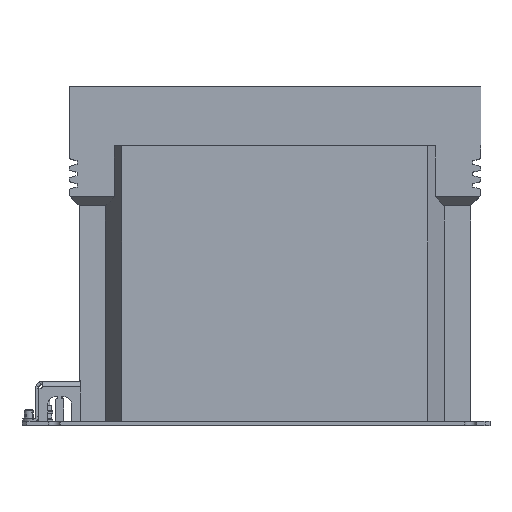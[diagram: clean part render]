
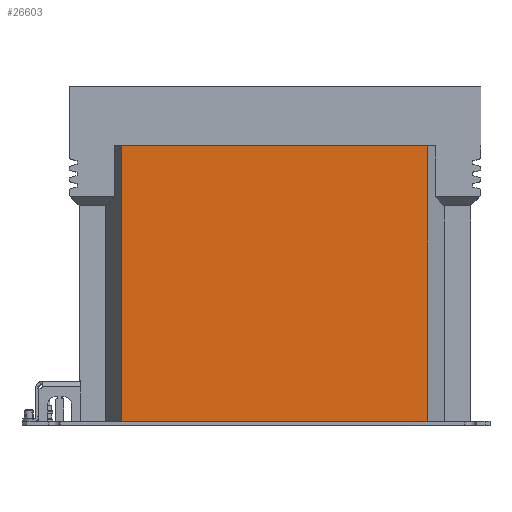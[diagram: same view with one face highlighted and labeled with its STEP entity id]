
A CAD part, top view. The second image highlights one B-rep face of the part: STEP entity #26603.
In plain terms, the highlighted face is planar.
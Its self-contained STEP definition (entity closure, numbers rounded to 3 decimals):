
#4968 = ORIENTED_EDGE ( 'NONE', *, *, #158428, .F. ) ;
#14458 = DIRECTION ( 'NONE',  ( 0., 0., -1. ) ) ;
#26603 = ADVANCED_FACE ( 'NONE', ( #113040 ), #188954, .F. ) ;
#30491 = LINE ( 'NONE', #81258, #116008 ) ;
#38858 = CARTESIAN_POINT ( 'NONE',  ( -154.257, -89., 0. ) ) ;
#39840 = CARTESIAN_POINT ( 'NONE',  ( -154.257, -89., 278. ) ) ;
#43666 = VECTOR ( 'NONE', #89516, 1000. ) ;
#57308 = DIRECTION ( 'NONE',  ( 0., 1., 0. ) ) ;
#57758 = VECTOR ( 'NONE', #114828, 1000. ) ;
#61954 = VERTEX_POINT ( 'NONE', #38858 ) ;
#61965 = ORIENTED_EDGE ( 'NONE', *, *, #120469, .T. ) ;
#67000 = CARTESIAN_POINT ( 'NONE',  ( -154.257, -89., 278. ) ) ;
#79612 = LINE ( 'NONE', #94028, #122379 ) ;
#81258 = CARTESIAN_POINT ( 'NONE',  ( -154.257, -89., 278. ) ) ;
#89516 = DIRECTION ( 'NONE',  ( 1., 0., 0. ) ) ;
#94028 = CARTESIAN_POINT ( 'NONE',  ( 154.257, -89., 278. ) ) ;
#95501 = LINE ( 'NONE', #67000, #57758 ) ;
#107195 = CARTESIAN_POINT ( 'NONE',  ( 154.257, -89., 0. ) ) ;
#113040 = FACE_OUTER_BOUND ( 'NONE', #122551, .T. ) ;
#114828 = DIRECTION ( 'NONE',  ( 0., 0., -1. ) ) ;
#116008 = VECTOR ( 'NONE', #193968, 1000. ) ;
#120469 = EDGE_CURVE ( 'NONE', #191774, #61954, #95501, .T. ) ;
#122379 = VECTOR ( 'NONE', #14458, 1000. ) ;
#122551 = EDGE_LOOP ( 'NONE', ( #162834, #149145, #4968, #61965 ) ) ;
#128953 = CARTESIAN_POINT ( 'NONE',  ( 154.257, -89., 278. ) ) ;
#134769 = VERTEX_POINT ( 'NONE', #107195 ) ;
#137511 = EDGE_CURVE ( 'NONE', #173609, #134769, #79612, .T. ) ;
#149145 = ORIENTED_EDGE ( 'NONE', *, *, #137511, .F. ) ;
#158428 = EDGE_CURVE ( 'NONE', #191774, #173609, #30491, .T. ) ;
#162834 = ORIENTED_EDGE ( 'NONE', *, *, #202702, .T. ) ;
#169837 = CARTESIAN_POINT ( 'NONE',  ( -154.257, -89., 0. ) ) ;
#172760 = CARTESIAN_POINT ( 'NONE',  ( -154.257, -89., 278. ) ) ;
#173609 = VERTEX_POINT ( 'NONE', #128953 ) ;
#177232 = LINE ( 'NONE', #169837, #43666 ) ;
#188954 = PLANE ( 'NONE',  #202697 ) ;
#191774 = VERTEX_POINT ( 'NONE', #39840 ) ;
#193968 = DIRECTION ( 'NONE',  ( 1., 0., 0. ) ) ;
#202697 = AXIS2_PLACEMENT_3D ( 'NONE', #172760, #57308, #205131 ) ;
#202702 = EDGE_CURVE ( 'NONE', #61954, #134769, #177232, .T. ) ;
#205131 = DIRECTION ( 'NONE',  ( -1., 0., 0. ) ) ;
